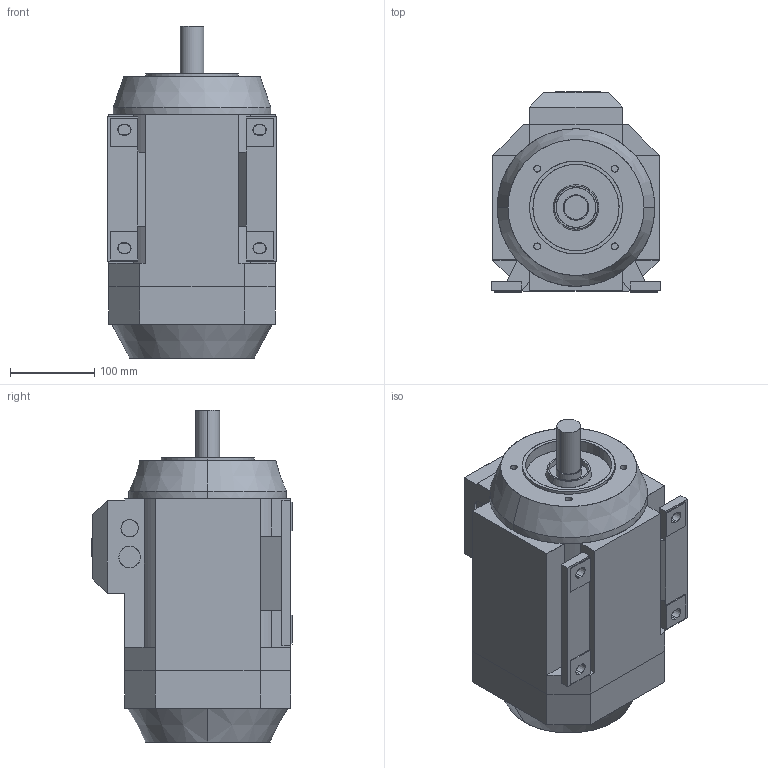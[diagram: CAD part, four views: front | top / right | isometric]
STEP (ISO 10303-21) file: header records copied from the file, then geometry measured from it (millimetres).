
FILE_DESCRIPTION(/* description */ (''),/* implementation_level */ '2;1');
FILE_NAME(/* name */ 'M3AA IE3 100L B34.stp',/* time_stamp */ '2015-07-31T15:00:00+02:00',/* author */ (''),/* organization */ (''),/* preprocessor_version */ 'ST-DEVELOPER v14',/* originating_system */ 'SIEMENS PLM Software NX 8.0',/* authorisation */ '');
FILE_SCHEMA (('AUTOMOTIVE_DESIGN { 1 0 10303 214 3 1 1 1 }'));
Length unit declared in the file: millimetre
Products named in the file (1): M3AA IE3 100L B34_igs
Bounding box: 200 x 236.75 x 393 mm (x, y, z)
Surface area: 392538.7 mm2 (no closed solid volume)
Topology: 0 solids, 228 shells, 228 faces, 1119 edges, 1118 vertices
Faces by surface type: plane 169, cylinder 35, cone 14, bspline 10
Full cylindrical faces by diameter (mm): 190 x1
Entity records: 14067 total; most frequent: CARTESIAN_POINT 3819, DIRECTION 1522, ORIENTED_EDGE 1118, VERTEX_POINT 1118, EDGE_CURVE 1118, LINE 868, VECTOR 868, AXIS2_PLACEMENT_3D 327
